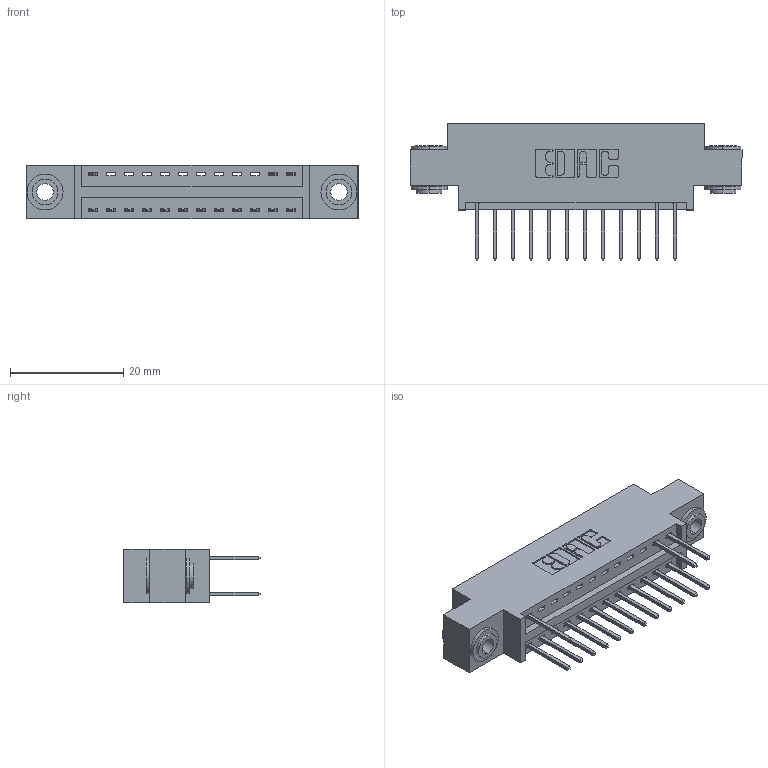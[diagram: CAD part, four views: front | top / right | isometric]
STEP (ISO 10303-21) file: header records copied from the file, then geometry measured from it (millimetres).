
FILE_DESCRIPTION (( 'STEP AP203' ), '1' );
FILE_NAME ('346-024-526-803.STEP', '2018-08-21T03:35:23', ( '' ), ( '' ), 'SwSTEP 2.0', 'SolidWorks 2016', '' );
FILE_SCHEMA (( 'CONFIG_CONTROL_DESIGN' ));
Length unit declared in the file: inch
Products named in the file (4): 345-250-002_345-250-002-102; 346-024-526-803; 346 Part_0.170 Offset - 0.156 Dia-TH; 345-292-001_345-293-126
Assembly tree (18 placements, depth 2):
  346-024-526-803
    346 Part_0.170 Offset - 0.156 Dia-TH
    345-292-001_345-293-126  x15
    345-250-002_345-250-002-102  x2
Bounding box: 58.67 x 24.13 x 9.4 mm (x, y, z)
Volume: 5296.8 mm3; surface area: 6846.2 mm2
Topology: 18 solids, 18 shells, 998 faces, 2931 edges, 1930 vertices
Faces by surface type: plane 660, cylinder 330, cone 8
Entity records: 12382 total; most frequent: CARTESIAN_POINT 2098, ORIENTED_EDGE 2034, DIRECTION 1921, EDGE_CURVE 1017, VECTOR 813, LINE 813, VERTEX_POINT 674, AXIS2_PLACEMENT_3D 554
